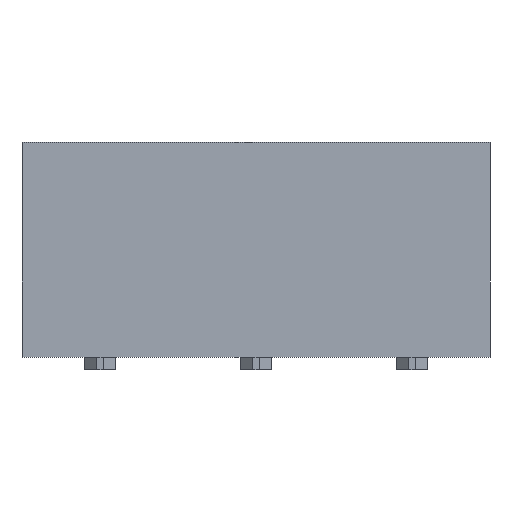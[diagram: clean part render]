
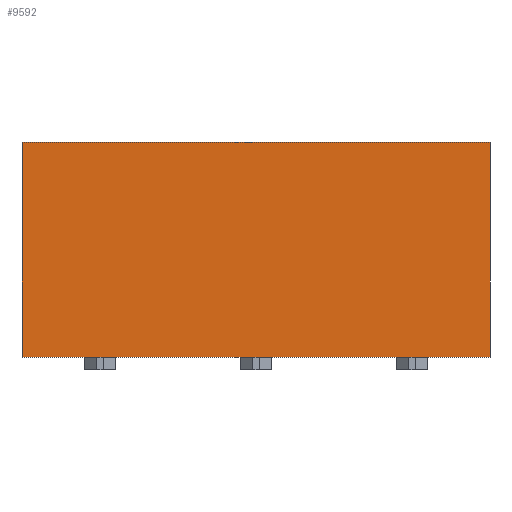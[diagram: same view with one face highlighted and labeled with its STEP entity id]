
A CAD part, left-side view. The second image highlights one B-rep face of the part: STEP entity #9592.
In plain terms, the highlighted face is planar.
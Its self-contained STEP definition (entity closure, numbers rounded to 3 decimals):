
#3082=ORIENTED_EDGE('',*,*,#4577,.F.);
#3083=ORIENTED_EDGE('',*,*,#4578,.F.);
#3084=ORIENTED_EDGE('',*,*,#4579,.T.);
#3085=ORIENTED_EDGE('',*,*,#4572,.T.);
#4572=EDGE_CURVE('',#5475,#5478,#6550,.T.);
#4577=EDGE_CURVE('',#5483,#5478,#6555,.T.);
#4578=EDGE_CURVE('',#5484,#5483,#6556,.T.);
#4579=EDGE_CURVE('',#5484,#5475,#6557,.T.);
#5475=VERTEX_POINT('',#15884);
#5478=VERTEX_POINT('',#15889);
#5483=VERTEX_POINT('',#15902);
#5484=VERTEX_POINT('',#15904);
#6550=LINE('',#15890,#7644);
#6555=LINE('',#15901,#7649);
#6556=LINE('',#15903,#7650);
#6557=LINE('',#15905,#7651);
#7644=VECTOR('',#13105,1000.);
#7649=VECTOR('',#13114,1000.);
#7650=VECTOR('',#13115,1000.);
#7651=VECTOR('',#13116,1000.);
#8184=EDGE_LOOP('',(#3082,#3083,#3084,#3085));
#8704=FACE_BOUND('',#8184,.T.);
#9080=PLANE('',#10464);
#9592=ADVANCED_FACE('',(#8704),#9080,.T.);
#10464=AXIS2_PLACEMENT_3D('',#15900,#13112,#13113);
#13105=DIRECTION('',(-1.,0.,0.));
#13112=DIRECTION('',(0.,1.,0.));
#13113=DIRECTION('',(0.,0.,1.));
#13114=DIRECTION('',(0.,0.,-1.));
#13115=DIRECTION('',(-1.,0.,0.));
#13116=DIRECTION('',(0.,0.,-1.));
#15884=CARTESIAN_POINT('',(3.81,2.5,-1.75));
#15889=CARTESIAN_POINT('',(-3.81,2.5,-1.75));
#15890=CARTESIAN_POINT('',(3.81,2.5,-1.75));
#15900=CARTESIAN_POINT('',(3.81,2.5,1.75));
#15901=CARTESIAN_POINT('',(-3.81,2.5,1.75));
#15902=CARTESIAN_POINT('',(-3.81,2.5,1.75));
#15903=CARTESIAN_POINT('',(3.81,2.5,1.75));
#15904=CARTESIAN_POINT('',(3.81,2.5,1.75));
#15905=CARTESIAN_POINT('',(3.81,2.5,1.75));
